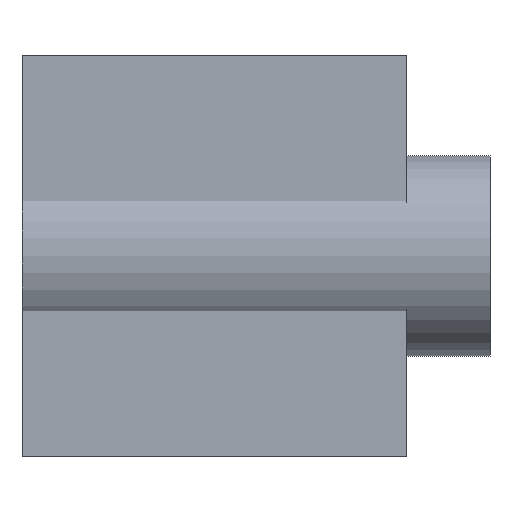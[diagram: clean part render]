
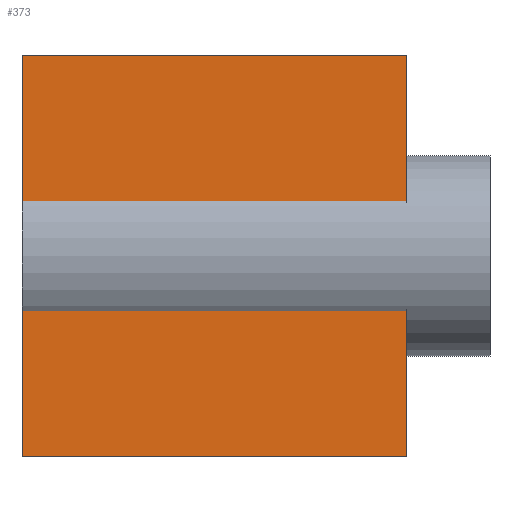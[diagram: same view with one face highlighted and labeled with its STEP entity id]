
A CAD part, top view. The second image highlights one B-rep face of the part: STEP entity #373.
In plain terms, the highlighted planar face has unit normal (0, 0, 1).
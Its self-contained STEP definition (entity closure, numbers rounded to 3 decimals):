
#59 = VERTEX_POINT('',#60);
#60 = CARTESIAN_POINT('',(0.,0.,5.));
#67 = PLANE('',#68);
#68 = AXIS2_PLACEMENT_3D('',#69,#70,#71);
#69 = CARTESIAN_POINT('',(0.,0.,0.));
#70 = DIRECTION('',(1.,0.,-0.));
#71 = DIRECTION('',(0.,0.,1.));
#79 = PLANE('',#80);
#80 = AXIS2_PLACEMENT_3D('',#81,#82,#83);
#81 = CARTESIAN_POINT('',(0.,0.,0.));
#82 = DIRECTION('',(-0.,1.,0.));
#83 = DIRECTION('',(0.,0.,1.));
#120 = VERTEX_POINT('',#121);
#121 = CARTESIAN_POINT('',(0.,12.,5.));
#135 = PLANE('',#136);
#136 = AXIS2_PLACEMENT_3D('',#137,#138,#139);
#137 = CARTESIAN_POINT('',(0.,12.,0.));
#138 = DIRECTION('',(-0.,1.,0.));
#139 = DIRECTION('',(0.,0.,1.));
#147 = EDGE_CURVE('',#59,#120,#148,.T.);
#148 = SURFACE_CURVE('',#149,(#153,#160),.PCURVE_S1.);
#149 = LINE('',#150,#151);
#150 = CARTESIAN_POINT('',(0.,0.,5.));
#151 = VECTOR('',#152,1.);
#152 = DIRECTION('',(-0.,1.,0.));
#153 = PCURVE('',#67,#154);
#154 = DEFINITIONAL_REPRESENTATION('',(#155),#159);
#155 = LINE('',#156,#157);
#156 = CARTESIAN_POINT('',(5.,0.));
#157 = VECTOR('',#158,1.);
#158 = DIRECTION('',(0.,-1.));
#159 = ( GEOMETRIC_REPRESENTATION_CONTEXT(2) 
PARAMETRIC_REPRESENTATION_CONTEXT() REPRESENTATION_CONTEXT('2D SPACE',''
  ) );
#160 = PCURVE('',#161,#166);
#161 = PLANE('',#162);
#162 = AXIS2_PLACEMENT_3D('',#163,#164,#165);
#163 = CARTESIAN_POINT('',(0.,0.,5.));
#164 = DIRECTION('',(0.,0.,1.));
#165 = DIRECTION('',(1.,0.,-0.));
#166 = DEFINITIONAL_REPRESENTATION('',(#167),#171);
#167 = LINE('',#168,#169);
#168 = CARTESIAN_POINT('',(0.,0.));
#169 = VECTOR('',#170,1.);
#170 = DIRECTION('',(0.,1.));
#171 = ( GEOMETRIC_REPRESENTATION_CONTEXT(2) 
PARAMETRIC_REPRESENTATION_CONTEXT() REPRESENTATION_CONTEXT('2D SPACE',''
  ) );
#179 = VERTEX_POINT('',#180);
#180 = CARTESIAN_POINT('',(11.5,0.,5.));
#187 = PLANE('',#188);
#188 = AXIS2_PLACEMENT_3D('',#189,#190,#191);
#189 = CARTESIAN_POINT('',(11.5,0.,0.));
#190 = DIRECTION('',(1.,0.,-0.));
#191 = DIRECTION('',(0.,0.,1.));
#230 = VERTEX_POINT('',#231);
#231 = CARTESIAN_POINT('',(11.5,12.,5.));
#252 = EDGE_CURVE('',#179,#230,#253,.T.);
#253 = SURFACE_CURVE('',#254,(#258,#265),.PCURVE_S1.);
#254 = LINE('',#255,#256);
#255 = CARTESIAN_POINT('',(11.5,0.,5.));
#256 = VECTOR('',#257,1.);
#257 = DIRECTION('',(-0.,1.,0.));
#258 = PCURVE('',#187,#259);
#259 = DEFINITIONAL_REPRESENTATION('',(#260),#264);
#260 = LINE('',#261,#262);
#261 = CARTESIAN_POINT('',(5.,0.));
#262 = VECTOR('',#263,1.);
#263 = DIRECTION('',(0.,-1.));
#264 = ( GEOMETRIC_REPRESENTATION_CONTEXT(2) 
PARAMETRIC_REPRESENTATION_CONTEXT() REPRESENTATION_CONTEXT('2D SPACE',''
  ) );
#265 = PCURVE('',#161,#266);
#266 = DEFINITIONAL_REPRESENTATION('',(#267),#271);
#267 = LINE('',#268,#269);
#268 = CARTESIAN_POINT('',(11.5,0.));
#269 = VECTOR('',#270,1.);
#270 = DIRECTION('',(0.,1.));
#271 = ( GEOMETRIC_REPRESENTATION_CONTEXT(2) 
PARAMETRIC_REPRESENTATION_CONTEXT() REPRESENTATION_CONTEXT('2D SPACE',''
  ) );
#298 = EDGE_CURVE('',#59,#179,#299,.T.);
#299 = SURFACE_CURVE('',#300,(#304,#311),.PCURVE_S1.);
#300 = LINE('',#301,#302);
#301 = CARTESIAN_POINT('',(0.,0.,5.));
#302 = VECTOR('',#303,1.);
#303 = DIRECTION('',(1.,0.,-0.));
#304 = PCURVE('',#79,#305);
#305 = DEFINITIONAL_REPRESENTATION('',(#306),#310);
#306 = LINE('',#307,#308);
#307 = CARTESIAN_POINT('',(5.,0.));
#308 = VECTOR('',#309,1.);
#309 = DIRECTION('',(0.,1.));
#310 = ( GEOMETRIC_REPRESENTATION_CONTEXT(2) 
PARAMETRIC_REPRESENTATION_CONTEXT() REPRESENTATION_CONTEXT('2D SPACE',''
  ) );
#311 = PCURVE('',#161,#312);
#312 = DEFINITIONAL_REPRESENTATION('',(#313),#317);
#313 = LINE('',#314,#315);
#314 = CARTESIAN_POINT('',(0.,0.));
#315 = VECTOR('',#316,1.);
#316 = DIRECTION('',(1.,0.));
#317 = ( GEOMETRIC_REPRESENTATION_CONTEXT(2) 
PARAMETRIC_REPRESENTATION_CONTEXT() REPRESENTATION_CONTEXT('2D SPACE',''
  ) );
#345 = EDGE_CURVE('',#120,#230,#346,.T.);
#346 = SURFACE_CURVE('',#347,(#351,#358),.PCURVE_S1.);
#347 = LINE('',#348,#349);
#348 = CARTESIAN_POINT('',(0.,12.,5.));
#349 = VECTOR('',#350,1.);
#350 = DIRECTION('',(1.,0.,-0.));
#351 = PCURVE('',#135,#352);
#352 = DEFINITIONAL_REPRESENTATION('',(#353),#357);
#353 = LINE('',#354,#355);
#354 = CARTESIAN_POINT('',(5.,0.));
#355 = VECTOR('',#356,1.);
#356 = DIRECTION('',(0.,1.));
#357 = ( GEOMETRIC_REPRESENTATION_CONTEXT(2) 
PARAMETRIC_REPRESENTATION_CONTEXT() REPRESENTATION_CONTEXT('2D SPACE',''
  ) );
#358 = PCURVE('',#161,#359);
#359 = DEFINITIONAL_REPRESENTATION('',(#360),#364);
#360 = LINE('',#361,#362);
#361 = CARTESIAN_POINT('',(0.,12.));
#362 = VECTOR('',#363,1.);
#363 = DIRECTION('',(1.,0.));
#364 = ( GEOMETRIC_REPRESENTATION_CONTEXT(2) 
PARAMETRIC_REPRESENTATION_CONTEXT() REPRESENTATION_CONTEXT('2D SPACE',''
  ) );
#373 = ADVANCED_FACE('',(#374),#161,.T.);
#374 = FACE_BOUND('',#375,.T.);
#375 = EDGE_LOOP('',(#376,#377,#378,#379));
#376 = ORIENTED_EDGE('',*,*,#147,.F.);
#377 = ORIENTED_EDGE('',*,*,#298,.T.);
#378 = ORIENTED_EDGE('',*,*,#252,.T.);
#379 = ORIENTED_EDGE('',*,*,#345,.F.);
